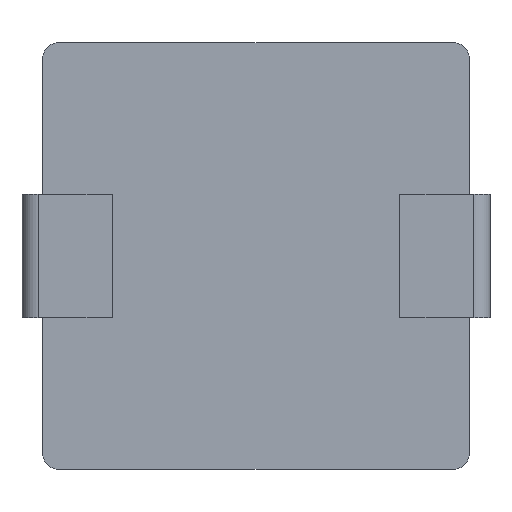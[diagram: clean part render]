
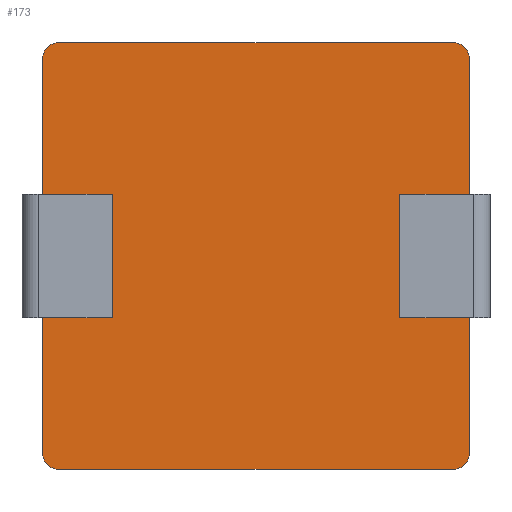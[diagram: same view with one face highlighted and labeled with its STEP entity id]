
A CAD part, front view. The second image highlights one B-rep face of the part: STEP entity #173.
In plain terms, the highlighted planar face has unit normal (0, -1, 0).
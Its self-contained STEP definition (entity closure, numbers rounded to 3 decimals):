
#9 = EDGE_CURVE ( 'NONE', #225, #83, #1160, .T. ) ;
#13 = DIRECTION ( 'NONE',  ( 0., 0., 1. ) ) ;
#28 = CARTESIAN_POINT ( 'NONE',  ( 2.6, 0.2, 2.4 ) ) ;
#82 = CARTESIAN_POINT ( 'NONE',  ( 2.4, 0.2, -2.4 ) ) ;
#83 = VERTEX_POINT ( 'NONE', #94 ) ;
#84 = CARTESIAN_POINT ( 'NONE',  ( 2.4, 0.2, 2.4 ) ) ;
#91 = DIRECTION ( 'NONE',  ( 0., 0., 1. ) ) ;
#94 = CARTESIAN_POINT ( 'NONE',  ( -2.6, 0.2, 2.4 ) ) ;
#98 = DIRECTION ( 'NONE',  ( 0., -1., 0. ) ) ;
#108 = CARTESIAN_POINT ( 'NONE',  ( -2.6, 0.2, 2.4 ) ) ;
#113 = ORIENTED_EDGE ( 'NONE', *, *, #476, .T. ) ;
#124 = EDGE_CURVE ( 'NONE', #204, #225, #1190, .T. ) ;
#128 = VECTOR ( 'NONE', #592, 1000. ) ;
#151 = AXIS2_PLACEMENT_3D ( 'NONE', #84, #184, #91 ) ;
#167 = VECTOR ( 'NONE', #13, 1000. ) ;
#173 = ADVANCED_FACE ( 'NONE', ( #179 ), #683, .T. ) ;
#179 = FACE_OUTER_BOUND ( 'NONE', #459, .T. ) ;
#180 = VECTOR ( 'NONE', #976, 1000. ) ;
#184 = DIRECTION ( 'NONE',  ( 0., -1., 0. ) ) ;
#204 = VERTEX_POINT ( 'NONE', #1168 ) ;
#225 = VERTEX_POINT ( 'NONE', #462 ) ;
#240 = DIRECTION ( 'NONE',  ( 1., 0., 0. ) ) ;
#272 = DIRECTION ( 'NONE',  ( 0., 0., 1. ) ) ;
#300 = CARTESIAN_POINT ( 'NONE',  ( 2.4, 0.2, 2.6 ) ) ;
#307 = ORIENTED_EDGE ( 'NONE', *, *, #124, .T. ) ;
#310 = LINE ( 'NONE', #28, #167 ) ;
#313 = VERTEX_POINT ( 'NONE', #326 ) ;
#326 = CARTESIAN_POINT ( 'NONE',  ( 2.6, 0.2, -2.4 ) ) ;
#328 = VERTEX_POINT ( 'NONE', #1134 ) ;
#362 = CIRCLE ( 'NONE', #151, 0.2 ) ;
#366 = DIRECTION ( 'NONE',  ( 0., 0., 1. ) ) ;
#374 = CARTESIAN_POINT ( 'NONE',  ( -2.4, 0.2, 2.4 ) ) ;
#382 = VERTEX_POINT ( 'NONE', #412 ) ;
#412 = CARTESIAN_POINT ( 'NONE',  ( -2.4, 0.2, -2.6 ) ) ;
#422 = EDGE_CURVE ( 'NONE', #313, #553, #310, .T. ) ;
#451 = AXIS2_PLACEMENT_3D ( 'NONE', #374, #98, #875 ) ;
#459 = EDGE_LOOP ( 'NONE', ( #700, #1211, #113, #918, #1115, #807, #1127, #307 ) ) ;
#462 = CARTESIAN_POINT ( 'NONE',  ( -2.4, 0.2, 2.6 ) ) ;
#465 = CARTESIAN_POINT ( 'NONE',  ( -2.4, 0.2, 2.4 ) ) ;
#474 = LINE ( 'NONE', #108, #180 ) ;
#476 = EDGE_CURVE ( 'NONE', #617, #382, #530, .T. ) ;
#492 = DIRECTION ( 'NONE',  ( 0., -1., 0. ) ) ;
#530 = CIRCLE ( 'NONE', #798, 0.2 ) ;
#546 = EDGE_CURVE ( 'NONE', #553, #204, #362, .T. ) ;
#553 = VERTEX_POINT ( 'NONE', #1165 ) ;
#554 = CARTESIAN_POINT ( 'NONE',  ( -2.6, 0.2, -2.4 ) ) ;
#567 = CIRCLE ( 'NONE', #738, 0.2 ) ;
#589 = EDGE_CURVE ( 'NONE', #83, #617, #474, .T. ) ;
#592 = DIRECTION ( 'NONE',  ( -1., 0., 0. ) ) ;
#609 = DIRECTION ( 'NONE',  ( 0., -1., 0. ) ) ;
#617 = VERTEX_POINT ( 'NONE', #554 ) ;
#673 = DIRECTION ( 'NONE',  ( 0., 0., -1. ) ) ;
#683 = PLANE ( 'NONE',  #451 ) ;
#700 = ORIENTED_EDGE ( 'NONE', *, *, #9, .T. ) ;
#718 = CARTESIAN_POINT ( 'NONE',  ( -2.4, 0.2, -2.4 ) ) ;
#728 = AXIS2_PLACEMENT_3D ( 'NONE', #465, #492, #673 ) ;
#738 = AXIS2_PLACEMENT_3D ( 'NONE', #82, #754, #272 ) ;
#754 = DIRECTION ( 'NONE',  ( 0., -1., 0. ) ) ;
#798 = AXIS2_PLACEMENT_3D ( 'NONE', #718, #609, #366 ) ;
#807 = ORIENTED_EDGE ( 'NONE', *, *, #422, .T. ) ;
#875 = DIRECTION ( 'NONE',  ( 0., 0., -1. ) ) ;
#918 = ORIENTED_EDGE ( 'NONE', *, *, #988, .T. ) ;
#976 = DIRECTION ( 'NONE',  ( 0., 0., -1. ) ) ;
#988 = EDGE_CURVE ( 'NONE', #382, #328, #1123, .T. ) ;
#1050 = EDGE_CURVE ( 'NONE', #328, #313, #567, .T. ) ;
#1115 = ORIENTED_EDGE ( 'NONE', *, *, #1050, .T. ) ;
#1123 = LINE ( 'NONE', #1229, #1243 ) ;
#1127 = ORIENTED_EDGE ( 'NONE', *, *, #546, .T. ) ;
#1134 = CARTESIAN_POINT ( 'NONE',  ( 2.4, 0.2, -2.6 ) ) ;
#1160 = CIRCLE ( 'NONE', #728, 0.2 ) ;
#1165 = CARTESIAN_POINT ( 'NONE',  ( 2.6, 0.2, 2.4 ) ) ;
#1168 = CARTESIAN_POINT ( 'NONE',  ( 2.4, 0.2, 2.6 ) ) ;
#1190 = LINE ( 'NONE', #300, #128 ) ;
#1211 = ORIENTED_EDGE ( 'NONE', *, *, #589, .T. ) ;
#1229 = CARTESIAN_POINT ( 'NONE',  ( 2.4, 0.2, -2.6 ) ) ;
#1243 = VECTOR ( 'NONE', #240, 1000. ) ;
